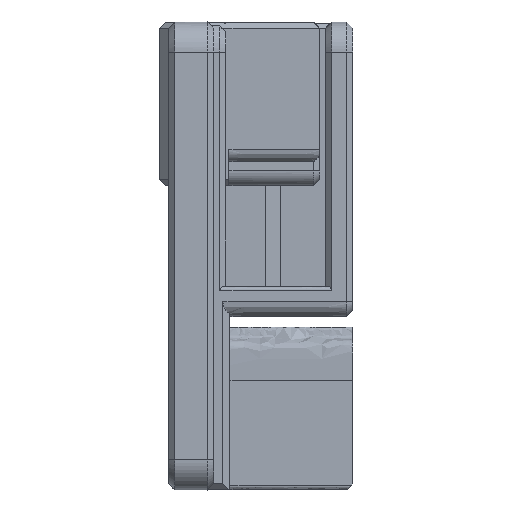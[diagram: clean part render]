
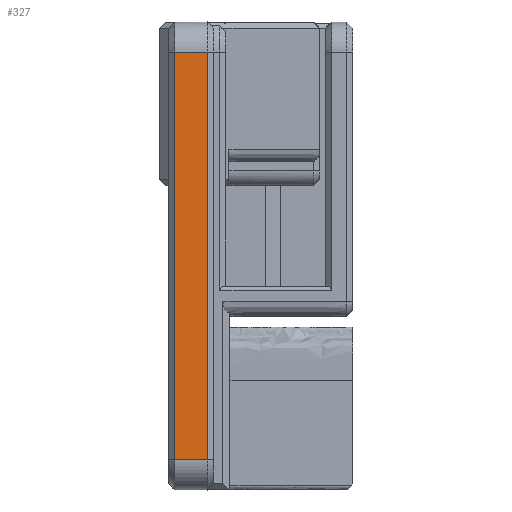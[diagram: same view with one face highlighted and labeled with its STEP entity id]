
A CAD part, left-side view. The second image highlights one B-rep face of the part: STEP entity #327.
In plain terms, the highlighted planar face has unit normal (-1, 0, 0).
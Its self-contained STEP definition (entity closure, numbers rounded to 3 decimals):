
#327=ADVANCED_FACE('',(#752),#6479,.T.);
#752=FACE_OUTER_BOUND('',#1159,.T.);
#1159=EDGE_LOOP('',(#2653,#2654,#2655,#2656));
#2653=ORIENTED_EDGE('',*,*,#4088,.F.);
#2654=ORIENTED_EDGE('',*,*,#4051,.T.);
#2655=ORIENTED_EDGE('',*,*,#4048,.F.);
#2656=ORIENTED_EDGE('',*,*,#4083,.T.);
#4048=EDGE_CURVE('',#5906,#5905,#5231,.T.);
#4051=EDGE_CURVE('',#5903,#5905,#5233,.T.);
#4083=EDGE_CURVE('',#5906,#5921,#5255,.T.);
#4088=EDGE_CURVE('',#5903,#5921,#5258,.T.);
#5231=B_SPLINE_CURVE_WITH_KNOTS('',1,(#12719,#12720),.UNSPECIFIED.,.F.,
 .F.,(2,2),(-2.2,0.),.UNSPECIFIED.);
#5233=B_SPLINE_CURVE_WITH_KNOTS('',1,(#12726,#12727),.UNSPECIFIED.,.F.,
 .F.,(2,2),(0.,27.),.UNSPECIFIED.);
#5255=B_SPLINE_CURVE_WITH_KNOTS('',1,(#12802,#12803),.UNSPECIFIED.,.F.,
 .F.,(2,2),(0.,27.),.UNSPECIFIED.);
#5258=B_SPLINE_CURVE_WITH_KNOTS('',1,(#12814,#12815),.UNSPECIFIED.,.F.,
 .F.,(2,2),(-2.2,0.),.UNSPECIFIED.);
#5903=VERTEX_POINT('',#11751);
#5905=VERTEX_POINT('',#11753);
#5906=VERTEX_POINT('',#11754);
#5921=VERTEX_POINT('',#11769);
#6479=PLANE('',#6754);
#6754=AXIS2_PLACEMENT_3D('',#11011,#6943,$);
#6943=DIRECTION('',(-1.,0.,0.));
#11011=CARTESIAN_POINT('',(-13.65,-2.94,31.42));
#11751=CARTESIAN_POINT('',(-13.65,-0.4,28.6));
#11753=CARTESIAN_POINT('',(-13.65,-0.4,1.6));
#11754=CARTESIAN_POINT('',(-13.65,-2.6,1.6));
#11769=CARTESIAN_POINT('',(-13.65,-2.6,28.6));
#12719=CARTESIAN_POINT('',(-13.65,-2.6,1.6));
#12720=CARTESIAN_POINT('',(-13.65,-0.4,1.6));
#12726=CARTESIAN_POINT('',(-13.65,-0.4,28.6));
#12727=CARTESIAN_POINT('',(-13.65,-0.4,1.6));
#12802=CARTESIAN_POINT('',(-13.65,-2.6,1.6));
#12803=CARTESIAN_POINT('',(-13.65,-2.6,28.6));
#12814=CARTESIAN_POINT('',(-13.65,-0.4,28.6));
#12815=CARTESIAN_POINT('',(-13.65,-2.6,28.6));
